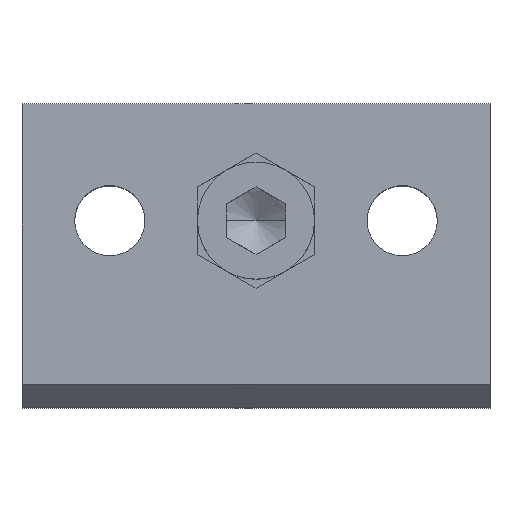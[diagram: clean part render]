
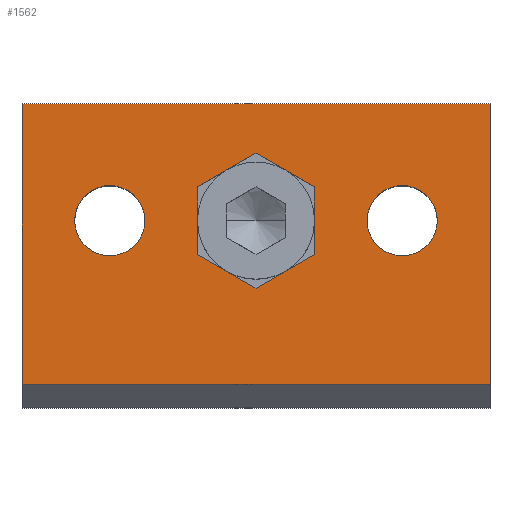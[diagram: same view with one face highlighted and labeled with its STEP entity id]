
A CAD part, top view. The second image highlights one B-rep face of the part: STEP entity #1562.
In plain terms, the highlighted face is planar.
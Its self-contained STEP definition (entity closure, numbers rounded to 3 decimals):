
#118=CIRCLE('',#1675,3.);
#119=CIRCLE('',#1676,3.);
#120=CIRCLE('',#1677,3.);
#121=CIRCLE('',#1678,3.);
#163=FACE_BOUND('',#296,.T.);
#164=FACE_BOUND('',#297,.T.);
#165=FACE_BOUND('',#298,.T.);
#198=FACE_OUTER_BOUND('',#295,.T.);
#295=EDGE_LOOP('',(#1156,#1157,#1158,#1159));
#296=EDGE_LOOP('',(#1160,#1161));
#297=EDGE_LOOP('',(#1162,#1163));
#298=EDGE_LOOP('',(#1164,#1165,#1166,#1167,#1168,#1169));
#419=LINE('',#2346,#558);
#420=LINE('',#2348,#559);
#421=LINE('',#2350,#560);
#422=LINE('',#2351,#561);
#423=LINE('',#2362,#562);
#424=LINE('',#2364,#563);
#425=LINE('',#2366,#564);
#426=LINE('',#2368,#565);
#427=LINE('',#2370,#566);
#428=LINE('',#2371,#567);
#558=VECTOR('',#1912,24.);
#559=VECTOR('',#1913,40.);
#560=VECTOR('',#1914,24.);
#561=VECTOR('',#1915,40.);
#562=VECTOR('',#1924,5.774);
#563=VECTOR('',#1925,5.774);
#564=VECTOR('',#1926,5.774);
#565=VECTOR('',#1927,5.774);
#566=VECTOR('',#1928,5.774);
#567=VECTOR('',#1929,5.774);
#692=VERTEX_POINT('',#2344);
#693=VERTEX_POINT('',#2345);
#694=VERTEX_POINT('',#2347);
#695=VERTEX_POINT('',#2349);
#696=VERTEX_POINT('',#2352);
#697=VERTEX_POINT('',#2353);
#698=VERTEX_POINT('',#2356);
#699=VERTEX_POINT('',#2357);
#700=VERTEX_POINT('',#2360);
#701=VERTEX_POINT('',#2361);
#702=VERTEX_POINT('',#2363);
#703=VERTEX_POINT('',#2365);
#704=VERTEX_POINT('',#2367);
#705=VERTEX_POINT('',#2369);
#864=EDGE_CURVE('',#692,#693,#419,.T.);
#865=EDGE_CURVE('',#694,#692,#420,.T.);
#866=EDGE_CURVE('',#695,#694,#421,.T.);
#867=EDGE_CURVE('',#695,#693,#422,.T.);
#868=EDGE_CURVE('',#696,#697,#118,.T.);
#869=EDGE_CURVE('',#697,#696,#119,.T.);
#870=EDGE_CURVE('',#698,#699,#120,.T.);
#871=EDGE_CURVE('',#699,#698,#121,.T.);
#872=EDGE_CURVE('',#700,#701,#423,.T.);
#873=EDGE_CURVE('',#702,#700,#424,.T.);
#874=EDGE_CURVE('',#703,#702,#425,.T.);
#875=EDGE_CURVE('',#704,#703,#426,.T.);
#876=EDGE_CURVE('',#705,#704,#427,.T.);
#877=EDGE_CURVE('',#701,#705,#428,.T.);
#1156=ORIENTED_EDGE('',*,*,#864,.F.);
#1157=ORIENTED_EDGE('',*,*,#865,.F.);
#1158=ORIENTED_EDGE('',*,*,#866,.F.);
#1159=ORIENTED_EDGE('',*,*,#867,.T.);
#1160=ORIENTED_EDGE('',*,*,#868,.F.);
#1161=ORIENTED_EDGE('',*,*,#869,.F.);
#1162=ORIENTED_EDGE('',*,*,#870,.F.);
#1163=ORIENTED_EDGE('',*,*,#871,.F.);
#1164=ORIENTED_EDGE('',*,*,#872,.F.);
#1165=ORIENTED_EDGE('',*,*,#873,.F.);
#1166=ORIENTED_EDGE('',*,*,#874,.F.);
#1167=ORIENTED_EDGE('',*,*,#875,.F.);
#1168=ORIENTED_EDGE('',*,*,#876,.F.);
#1169=ORIENTED_EDGE('',*,*,#877,.F.);
#1504=PLANE('',#1674);
#1562=ADVANCED_FACE('',(#198,#163,#164,#165),#1504,.F.);
#1674=AXIS2_PLACEMENT_3D('',#2343,#1910,#1911);
#1675=AXIS2_PLACEMENT_3D('',#2354,#1916,#1917);
#1676=AXIS2_PLACEMENT_3D('',#2355,#1918,#1919);
#1677=AXIS2_PLACEMENT_3D('',#2358,#1920,#1921);
#1678=AXIS2_PLACEMENT_3D('',#2359,#1922,#1923);
#1910=DIRECTION('center_axis',(0.,-1.,0.));
#1911=DIRECTION('ref_axis',(-1.,0.,0.));
#1912=DIRECTION('',(0.,0.,1.));
#1913=DIRECTION('',(1.,0.,0.));
#1914=DIRECTION('',(0.,0.,-1.));
#1915=DIRECTION('',(1.,0.,0.));
#1916=DIRECTION('center_axis',(0.,1.,0.));
#1917=DIRECTION('ref_axis',(-1.,0.,0.));
#1918=DIRECTION('center_axis',(0.,1.,0.));
#1919=DIRECTION('ref_axis',(1.,0.,0.));
#1920=DIRECTION('center_axis',(0.,1.,0.));
#1921=DIRECTION('ref_axis',(-1.,0.,0.));
#1922=DIRECTION('center_axis',(0.,1.,0.));
#1923=DIRECTION('ref_axis',(1.,0.,0.));
#1924=DIRECTION('',(0.,0.,1.));
#1925=DIRECTION('',(-0.866,0.,0.5));
#1926=DIRECTION('',(-0.866,0.,-0.5));
#1927=DIRECTION('',(0.,0.,-1.));
#1928=DIRECTION('',(0.866,0.,-0.5));
#1929=DIRECTION('',(0.866,0.,0.5));
#2343=CARTESIAN_POINT('Origin',(0.,10.,0.));
#2344=CARTESIAN_POINT('',(20.,10.,-13.));
#2345=CARTESIAN_POINT('',(20.,10.,11.));
#2346=CARTESIAN_POINT('',(20.,10.,-13.));
#2347=CARTESIAN_POINT('',(-20.,10.,-13.));
#2348=CARTESIAN_POINT('',(-20.,10.,-13.));
#2349=CARTESIAN_POINT('',(-20.,10.,11.));
#2350=CARTESIAN_POINT('',(-20.,10.,11.));
#2351=CARTESIAN_POINT('',(-20.,10.,11.));
#2352=CARTESIAN_POINT('',(9.5,10.,-3.));
#2353=CARTESIAN_POINT('',(15.5,10.,-3.));
#2354=CARTESIAN_POINT('Origin',(12.5,10.,-3.));
#2355=CARTESIAN_POINT('Origin',(12.5,10.,-3.));
#2356=CARTESIAN_POINT('',(-15.5,10.,-3.));
#2357=CARTESIAN_POINT('',(-9.5,10.,-3.));
#2358=CARTESIAN_POINT('Origin',(-12.5,10.,-3.));
#2359=CARTESIAN_POINT('Origin',(-12.5,10.,-3.));
#2360=CARTESIAN_POINT('',(-5.,10.,-5.887));
#2361=CARTESIAN_POINT('',(-5.,10.,-0.113));
#2362=CARTESIAN_POINT('',(-5.,10.,-5.887));
#2363=CARTESIAN_POINT('',(0.,10.,-8.774));
#2364=CARTESIAN_POINT('',(0.,10.,-8.774));
#2365=CARTESIAN_POINT('',(5.,10.,-5.887));
#2366=CARTESIAN_POINT('',(5.,10.,-5.887));
#2367=CARTESIAN_POINT('',(5.,10.,-0.113));
#2368=CARTESIAN_POINT('',(5.,10.,-0.113));
#2369=CARTESIAN_POINT('',(0.,10.,2.774));
#2370=CARTESIAN_POINT('',(0.,10.,2.774));
#2371=CARTESIAN_POINT('',(-5.,10.,-0.113));
